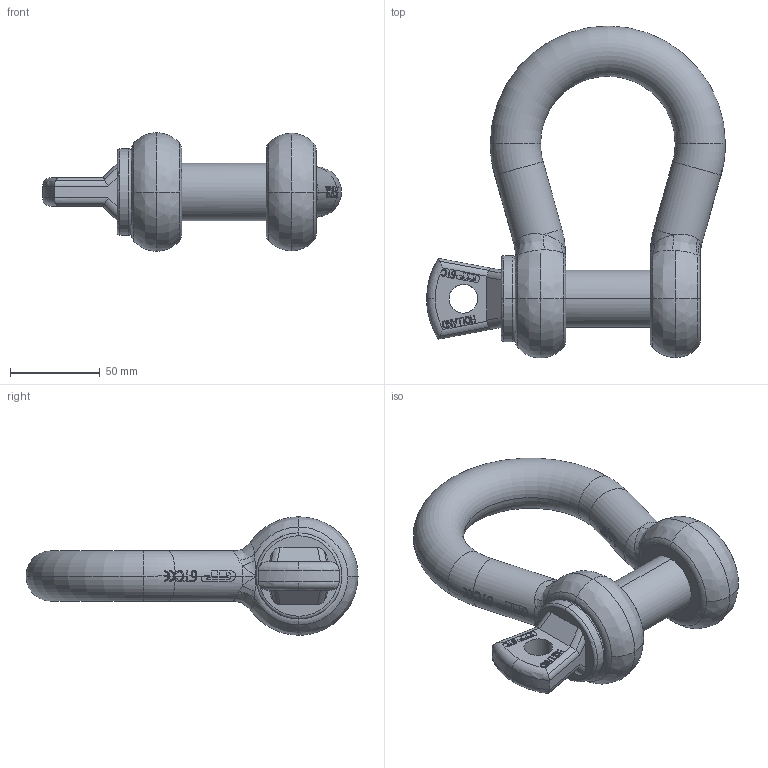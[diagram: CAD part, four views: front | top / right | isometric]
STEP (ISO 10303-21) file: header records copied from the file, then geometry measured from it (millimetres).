
FILE_DESCRIPTION(('STEP AP214'),'1');
FILE_NAME('gpghbb28.stp','2017-03-31T06:06:28',('TraceParts'),('TraceParts S.A.'),'Spatial InterOp 3D',' ',' ');
FILE_SCHEMA(('automotive_design'));
Length unit declared in the file: millimetre
Products named in the file (2): gpghbb28_1; gpghbb28_2
Bounding box: 166.5 x 185 x 66 mm (x, y, z)
Volume: 408669.7 mm3; surface area: 68412.5 mm2
Topology: 2 solids, 2 shells, 686 faces, 2207 edges, 1540 vertices
Faces by surface type: bspline 270, plane 241, cylinder 129, torus 43, cone 3
Entity records: 35239 total; most frequent: CARTESIAN_POINT 13814, ORIENTED_EDGE 4398, EDGE_CURVE 2199, DIRECTION 1649, VERTEX_POINT 1540, B_SPLINE_CURVE_WITH_KNOTS 1454, EDGE_LOOP 715, STYLED_ITEM 688
